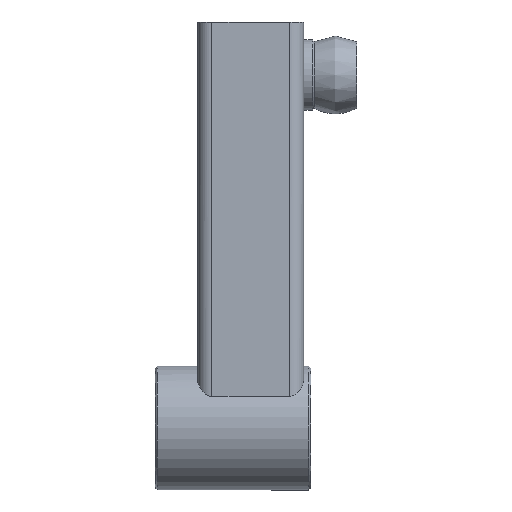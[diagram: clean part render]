
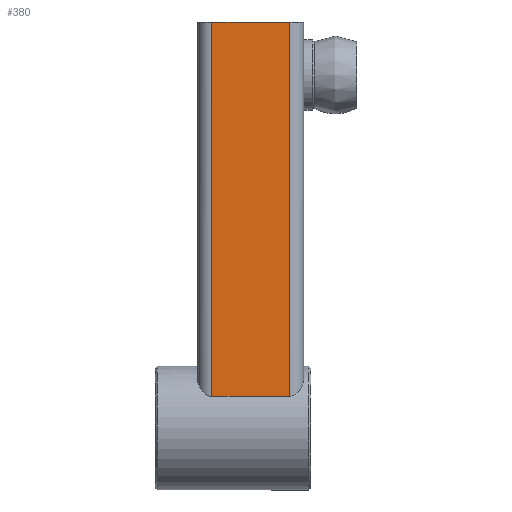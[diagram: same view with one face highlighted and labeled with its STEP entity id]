
A CAD part, left-side view. The second image highlights one B-rep face of the part: STEP entity #380.
In plain terms, the highlighted planar face has unit normal (-1, 0, 0).
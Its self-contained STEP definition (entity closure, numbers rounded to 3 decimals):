
#67 = VECTOR ( 'NONE', #856, 1000. ) ;
#137 = VECTOR ( 'NONE', #782, 1000. ) ;
#196 = VECTOR ( 'NONE', #1200, 1000. ) ;
#199 = CARTESIAN_POINT ( 'NONE',  ( -15., -10.5, 115. ) ) ;
#213 = LINE ( 'NONE', #1084, #196 ) ;
#236 = EDGE_CURVE ( 'NONE', #1499, #1075, #1288, .T. ) ;
#243 = AXIS2_PLACEMENT_3D ( 'NONE', #695, #1320, #601 ) ;
#370 = LINE ( 'NONE', #381, #67 ) ;
#380 = ADVANCED_FACE ( 'NONE', ( #1198 ), #483, .T. ) ;
#381 = CARTESIAN_POINT ( 'NONE',  ( -15., -16., 0. ) ) ;
#450 = ORIENTED_EDGE ( 'NONE', *, *, #236, .T. ) ;
#480 = CARTESIAN_POINT ( 'NONE',  ( -15., 6., 115. ) ) ;
#483 = PLANE ( 'NONE',  #243 ) ;
#490 = CARTESIAN_POINT ( 'NONE',  ( -15., 6., 9.014 ) ) ;
#518 = VERTEX_POINT ( 'NONE', #490 ) ;
#564 = CARTESIAN_POINT ( 'NONE',  ( -15., -16., 115. ) ) ;
#601 = DIRECTION ( 'NONE',  ( 0., 1., 0. ) ) ;
#688 = DIRECTION ( 'NONE',  ( 0., 1., 0. ) ) ;
#695 = CARTESIAN_POINT ( 'NONE',  ( -15., -16., 0. ) ) ;
#762 = EDGE_LOOP ( 'NONE', ( #1512, #1505, #450, #1453 ) ) ;
#782 = DIRECTION ( 'NONE',  ( 0., 1., 0. ) ) ;
#821 = VERTEX_POINT ( 'NONE', #1237 ) ;
#856 = DIRECTION ( 'NONE',  ( 0., 0., 1. ) ) ;
#1075 = VERTEX_POINT ( 'NONE', #480 ) ;
#1084 = CARTESIAN_POINT ( 'NONE',  ( -15., 6., 0. ) ) ;
#1174 = CARTESIAN_POINT ( 'NONE',  ( -15., 0., 9.014 ) ) ;
#1198 = FACE_OUTER_BOUND ( 'NONE', #762, .T. ) ;
#1200 = DIRECTION ( 'NONE',  ( 0., 0., 1. ) ) ;
#1237 = CARTESIAN_POINT ( 'NONE',  ( -15., -16., 9.014 ) ) ;
#1288 = LINE ( 'NONE', #199, #137 ) ;
#1295 = LINE ( 'NONE', #1174, #1412 ) ;
#1320 = DIRECTION ( 'NONE',  ( -1., 0., 0. ) ) ;
#1332 = EDGE_CURVE ( 'NONE', #821, #1499, #370, .T. ) ;
#1382 = EDGE_CURVE ( 'NONE', #518, #1075, #213, .T. ) ;
#1412 = VECTOR ( 'NONE', #688, 1000. ) ;
#1453 = ORIENTED_EDGE ( 'NONE', *, *, #1382, .F. ) ;
#1499 = VERTEX_POINT ( 'NONE', #564 ) ;
#1502 = EDGE_CURVE ( 'NONE', #821, #518, #1295, .T. ) ;
#1505 = ORIENTED_EDGE ( 'NONE', *, *, #1332, .T. ) ;
#1512 = ORIENTED_EDGE ( 'NONE', *, *, #1502, .F. ) ;
